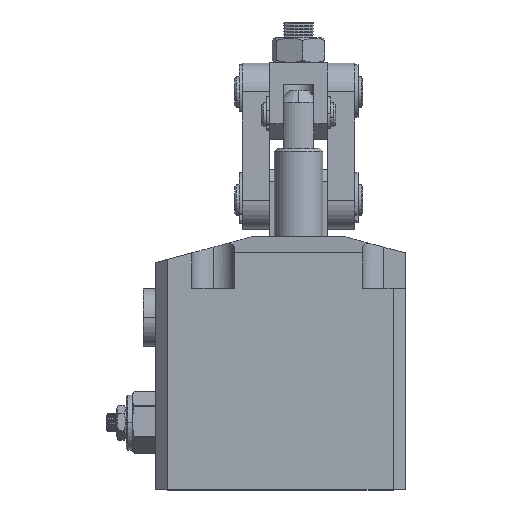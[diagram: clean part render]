
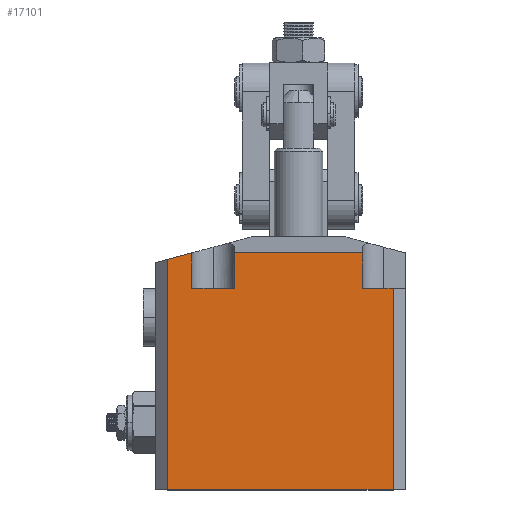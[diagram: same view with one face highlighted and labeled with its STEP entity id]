
A CAD part, top view. The second image highlights one B-rep face of the part: STEP entity #17101.
In plain terms, the highlighted face is planar.
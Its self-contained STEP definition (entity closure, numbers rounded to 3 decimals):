
#1353 = CARTESIAN_POINT ( 'NONE',  ( 15., 87.541, -35. ) ) ;
#1906 = CARTESIAN_POINT ( 'NONE',  ( -31., 82.182, -35. ) ) ;
#1948 = CARTESIAN_POINT ( 'NONE',  ( 35., 70.541, -35. ) ) ;
#2067 = LINE ( 'NONE', #24100, #18127 ) ;
#2946 = LINE ( 'NONE', #5857, #8249 ) ;
#3534 = ORIENTED_EDGE ( 'NONE', *, *, #24251, .F. ) ;
#3826 = VECTOR ( 'NONE', #13062, 1000. ) ;
#3941 = CARTESIAN_POINT ( 'NONE',  ( -31., 4.541, -35. ) ) ;
#4008 = DIRECTION ( 'NONE',  ( 0.966, -0.259, 0. ) ) ;
#4766 = ORIENTED_EDGE ( 'NONE', *, *, #9965, .F. ) ;
#5095 = VECTOR ( 'NONE', #4008, 1000. ) ;
#5127 = VERTEX_POINT ( 'NONE', #11728 ) ;
#5193 = CARTESIAN_POINT ( 'NONE',  ( 35., 82.182, -35. ) ) ;
#5227 = CARTESIAN_POINT ( 'NONE',  ( 21., 82.182, -35. ) ) ;
#5451 = ORIENTED_EDGE ( 'NONE', *, *, #7936, .F. ) ;
#5744 = VECTOR ( 'NONE', #30351, 1000. ) ;
#5857 = CARTESIAN_POINT ( 'NONE',  ( 35., 4.541, -35. ) ) ;
#5879 = CARTESIAN_POINT ( 'NONE',  ( 43., 4.541, -35. ) ) ;
#6222 = EDGE_CURVE ( 'NONE', #22272, #15687, #16129, .T. ) ;
#6227 = VECTOR ( 'NONE', #14334, 1000. ) ;
#6413 = ORIENTED_EDGE ( 'NONE', *, *, #6222, .F. ) ;
#6585 = VECTOR ( 'NONE', #10775, 1000. ) ;
#6709 = VERTEX_POINT ( 'NONE', #5193 ) ;
#7453 = VERTEX_POINT ( 'NONE', #5227 ) ;
#7936 = EDGE_CURVE ( 'NONE', #15687, #5127, #9128, .T. ) ;
#8249 = VECTOR ( 'NONE', #24027, 1000. ) ;
#8425 = VECTOR ( 'NONE', #30541, 1000. ) ;
#8955 = EDGE_CURVE ( 'NONE', #5127, #30615, #2067, .T. ) ;
#9058 = LINE ( 'NONE', #28498, #3826 ) ;
#9128 = LINE ( 'NONE', #33124, #8425 ) ;
#9916 = EDGE_CURVE ( 'NONE', #23778, #17010, #9058, .T. ) ;
#9965 = EDGE_CURVE ( 'NONE', #30615, #22456, #14789, .T. ) ;
#10609 = CARTESIAN_POINT ( 'NONE',  ( -31., 4.541, -35. ) ) ;
#10775 = DIRECTION ( 'NONE',  ( 1., 0., 0. ) ) ;
#11728 = CARTESIAN_POINT ( 'NONE',  ( -31., 70.541, -35. ) ) ;
#11747 = ORIENTED_EDGE ( 'NONE', *, *, #9916, .F. ) ;
#11794 = DIRECTION ( 'NONE',  ( 1., 0., 0. ) ) ;
#13062 = DIRECTION ( 'NONE',  ( -1., 0., 0. ) ) ;
#13824 = DIRECTION ( 'NONE',  ( 0., -1., 0. ) ) ;
#14334 = DIRECTION ( 'NONE',  ( 0., 1., 0. ) ) ;
#14789 = LINE ( 'NONE', #23363, #6585 ) ;
#15572 = EDGE_CURVE ( 'NONE', #6709, #23778, #2946, .T. ) ;
#15687 = VERTEX_POINT ( 'NONE', #32079 ) ;
#16129 = LINE ( 'NONE', #16153, #16956 ) ;
#16153 = CARTESIAN_POINT ( 'NONE',  ( -21., 4.541, -35. ) ) ;
#16956 = VECTOR ( 'NONE', #18348, 1000. ) ;
#16983 = CARTESIAN_POINT ( 'NONE',  ( 21., 4.541, -35. ) ) ;
#16997 = PLANE ( 'NONE',  #32423 ) ;
#17010 = VERTEX_POINT ( 'NONE', #23713 ) ;
#17101 = ADVANCED_FACE ( 'NONE', ( #22526 ), #16997, .F. ) ;
#17318 = EDGE_LOOP ( 'NONE', ( #19385, #5451, #6413, #3534, #22779, #11747, #29197, #18018, #23878, #4766 ) ) ;
#17413 = LINE ( 'NONE', #1353, #5095 ) ;
#17677 = VERTEX_POINT ( 'NONE', #24638 ) ;
#18018 = ORIENTED_EDGE ( 'NONE', *, *, #32911, .T. ) ;
#18127 = VECTOR ( 'NONE', #13824, 1000. ) ;
#18203 = EDGE_CURVE ( 'NONE', #17010, #7453, #21024, .T. ) ;
#18348 = DIRECTION ( 'NONE',  ( 0., -1., 0. ) ) ;
#19385 = ORIENTED_EDGE ( 'NONE', *, *, #8955, .F. ) ;
#20653 = CARTESIAN_POINT ( 'NONE',  ( -21., 82.182, -35. ) ) ;
#21024 = LINE ( 'NONE', #16983, #6227 ) ;
#22272 = VERTEX_POINT ( 'NONE', #20653 ) ;
#22456 = VERTEX_POINT ( 'NONE', #5879 ) ;
#22526 = FACE_OUTER_BOUND ( 'NONE', #17318, .T. ) ;
#22779 = ORIENTED_EDGE ( 'NONE', *, *, #18203, .F. ) ;
#23233 = EDGE_CURVE ( 'NONE', #17677, #22456, #32325, .T. ) ;
#23363 = CARTESIAN_POINT ( 'NONE',  ( -35., 4.541, -35. ) ) ;
#23713 = CARTESIAN_POINT ( 'NONE',  ( 21., 70.541, -35. ) ) ;
#23778 = VERTEX_POINT ( 'NONE', #1948 ) ;
#23878 = ORIENTED_EDGE ( 'NONE', *, *, #23233, .T. ) ;
#24027 = DIRECTION ( 'NONE',  ( 0., -1., 0. ) ) ;
#24100 = CARTESIAN_POINT ( 'NONE',  ( -31., 4.541, -35. ) ) ;
#24251 = EDGE_CURVE ( 'NONE', #7453, #22272, #26314, .T. ) ;
#24638 = CARTESIAN_POINT ( 'NONE',  ( 43., 80.039, -35. ) ) ;
#26314 = LINE ( 'NONE', #1906, #5744 ) ;
#27276 = DIRECTION ( 'NONE',  ( 0., 0., 1. ) ) ;
#28075 = CARTESIAN_POINT ( 'NONE',  ( 43., 4.541, -35. ) ) ;
#28498 = CARTESIAN_POINT ( 'NONE',  ( -31., 70.541, -35. ) ) ;
#29197 = ORIENTED_EDGE ( 'NONE', *, *, #15572, .F. ) ;
#30351 = DIRECTION ( 'NONE',  ( -1., 0., 0. ) ) ;
#30541 = DIRECTION ( 'NONE',  ( -1., 0., 0. ) ) ;
#30615 = VERTEX_POINT ( 'NONE', #10609 ) ;
#30637 = DIRECTION ( 'NONE',  ( 0., -1., 0. ) ) ;
#32079 = CARTESIAN_POINT ( 'NONE',  ( -21., 70.541, -35. ) ) ;
#32325 = LINE ( 'NONE', #28075, #33094 ) ;
#32423 = AXIS2_PLACEMENT_3D ( 'NONE', #3941, #27276, #11794 ) ;
#32911 = EDGE_CURVE ( 'NONE', #6709, #17677, #17413, .T. ) ;
#33094 = VECTOR ( 'NONE', #30637, 1000. ) ;
#33124 = CARTESIAN_POINT ( 'NONE',  ( -31., 70.541, -35. ) ) ;
